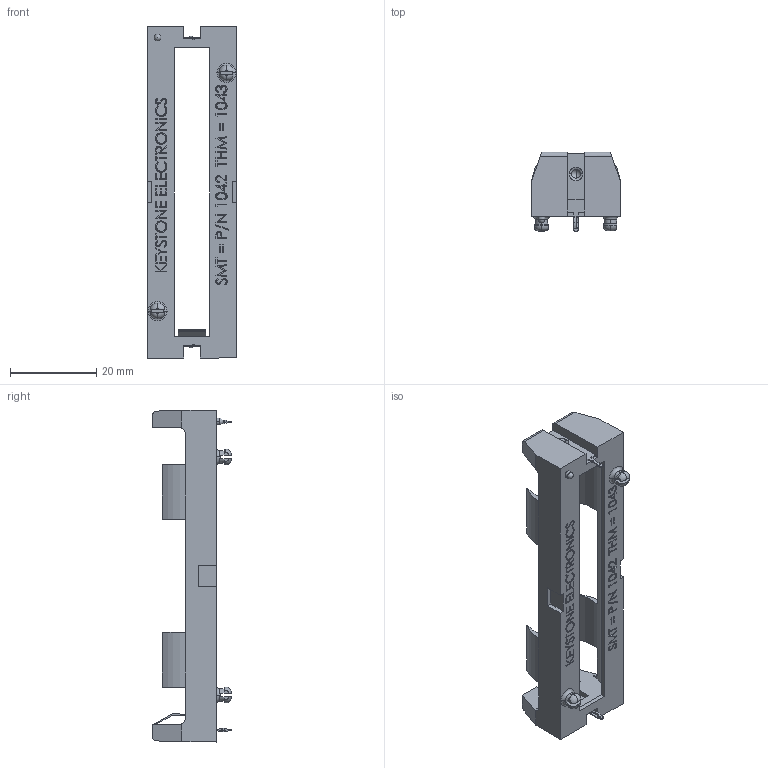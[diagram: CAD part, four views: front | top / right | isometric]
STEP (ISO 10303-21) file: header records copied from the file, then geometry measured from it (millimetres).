
FILE_DESCRIPTION (( 'STEP AP214' ), '1' );
FILE_NAME ('1043P.STEP', '2013-07-15T18:12:28', ( '' ), ( '' ), 'SwSTEP 2.0', 'SolidWorks 2013', '' );
FILE_SCHEMA (( 'AUTOMOTIVE_DESIGN' ));
Length unit declared in the file: inch
Products named in the file (1): 1043P
Bounding box: 20.65 x 18.41 x 77.05 mm (x, y, z)
Volume: 5545.1 mm3; surface area: 6089.3 mm2
Topology: 2 solids, 2 shells, 689 faces, 1873 edges, 1237 vertices
Faces by surface type: plane 482, bspline 128, cylinder 56, torus 18, sphere 5
Entity records: 29991 total; most frequent: CARTESIAN_POINT 12329, ORIENTED_EDGE 3742, DIRECTION 2897, EDGE_CURVE 1871, LINE 1401, VECTOR 1401, VERTEX_POINT 1236, AXIS2_PLACEMENT_3D 748
